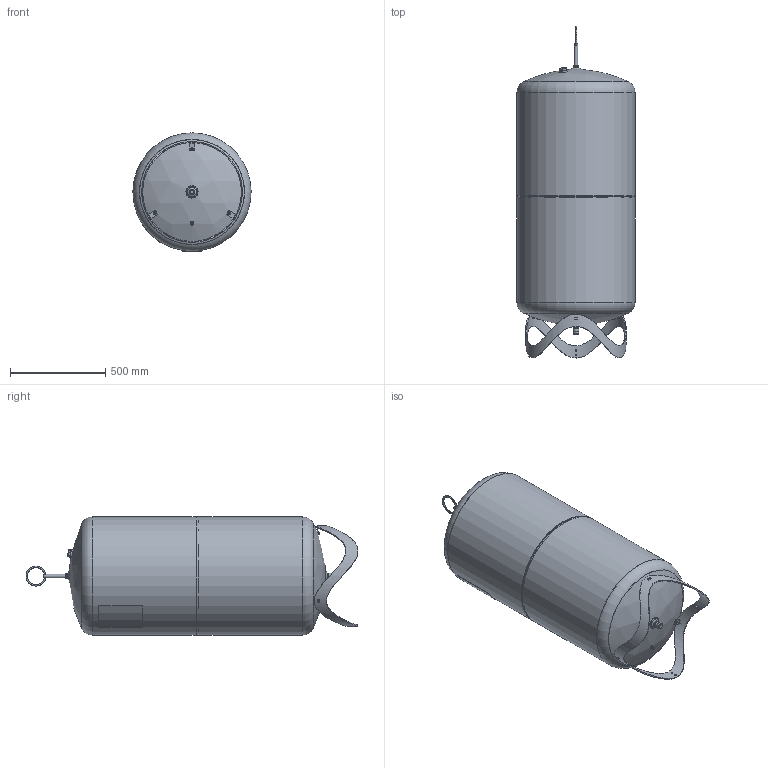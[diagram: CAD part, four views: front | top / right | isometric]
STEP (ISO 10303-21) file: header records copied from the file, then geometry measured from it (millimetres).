
FILE_DESCRIPTION((''),'2;1');
FILE_NAME('7102011_3D_1002_00_DE_FR_IT_EN_NL_UPD.stp','2015-01-08T10:38:17',('SCG'),(''),'Autodesk Inventor 2013','Autodesk Inventor 2013','');
FILE_SCHEMA(('AUTOMOTIVE_DESIGN { 1 0 10303 214 1 1 1 1 }'));
Length unit declared in the file: millimetre
Products named in the file (1): 119454
Bounding box: 620 x 1740.18 x 620.3 mm (x, y, z)
Volume: 25355961.1 mm3; surface area: 7745031.8 mm2
Topology: 8 solids, 9 shells, 410 faces, 1093 edges, 705 vertices
Faces by surface type: plane 193, cylinder 107, cone 47, bspline 29, torus 25, sphere 8, revolution 1
Full cylindrical faces by diameter (mm): 4 x20, 7.5 x2, 8 x7, 8.4 x1, 9 x2, 10 x3, 11.027 x1, 12.6 x1, 14 x1, 14.95 x1, 17.2 x1, 18 x1, 20 x2, 24.117 x1, 26.44 x1, 26.5 x1, 26.8 x3, 27 x2, 29.8 x4, 30 x1, 32 x1, 33 x1, 33.3 x1, 40 x1, 41 x1, 45 x1, 55 x1, 58 x1, 517 x1, 527 x1
Entity records: 16113 total; most frequent: CARTESIAN_POINT 6160, DIRECTION 1913, ORIENTED_EDGE 1866, EDGE_CURVE 933, AXIS2_PLACEMENT_3D 788, VERTEX_POINT 670, EDGE_LOOP 642, FACE_OUTER_BOUND 410
